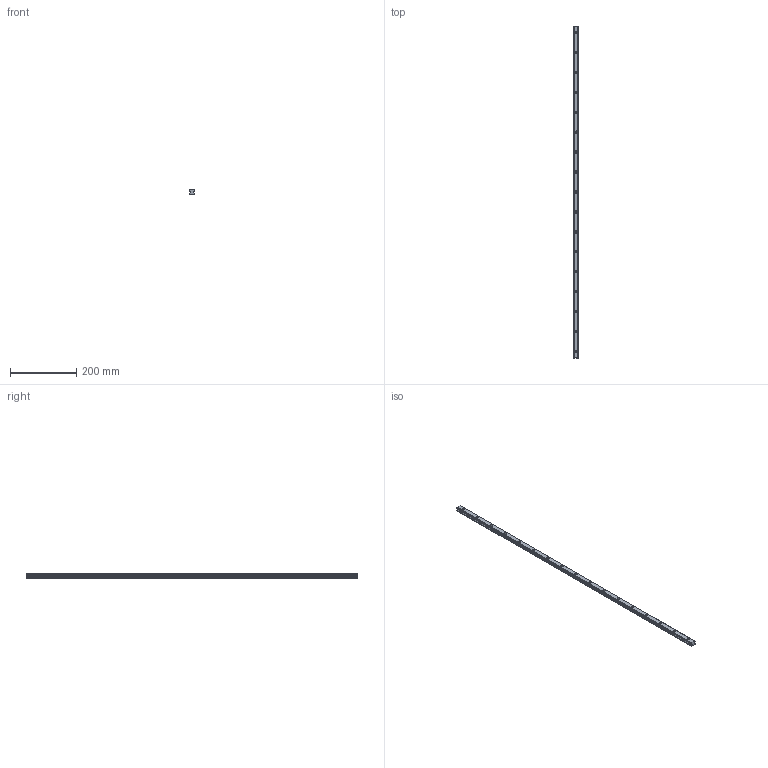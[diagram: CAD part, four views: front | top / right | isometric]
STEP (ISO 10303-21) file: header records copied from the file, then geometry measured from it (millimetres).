
FILE_DESCRIPTION (( 'STEP AP203' ), '1' );
FILE_NAME ('H15-1000L.step', '2021-02-18T17:45:32', ( '' ), ( '' ), 'SwSTEP 2.0', 'SolidWorks 2019', '' );
FILE_SCHEMA (( 'CONFIG_CONTROL_DESIGN' ));
Length unit declared in the file: millimetre
Products named in the file (1): H15-1000L
Bounding box: 15 x 1000 x 13 mm (x, y, z)
Volume: 167188.6 mm3; surface area: 60675.2 mm2
Topology: 1 solids, 1 shells, 119 faces, 300 edges, 200 vertices
Faces by surface type: cylinder 86, plane 33
Entity records: 3811 total; most frequent: DIRECTION 712, CARTESIAN_POINT 620, ORIENTED_EDGE 600, EDGE_CURVE 300, AXIS2_PLACEMENT_3D 292, VERTEX_POINT 200, CIRCLE 172, EDGE_LOOP 170
